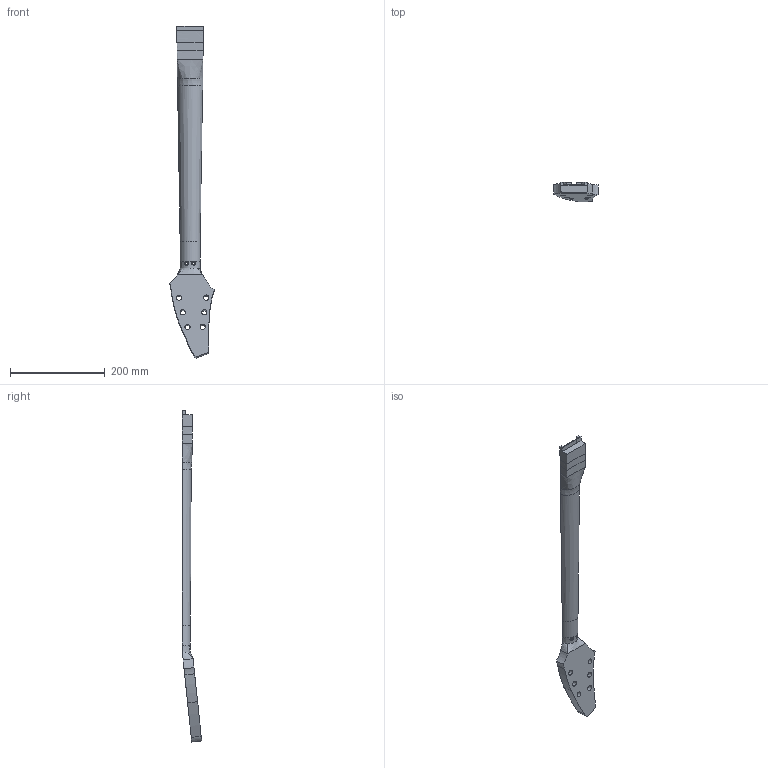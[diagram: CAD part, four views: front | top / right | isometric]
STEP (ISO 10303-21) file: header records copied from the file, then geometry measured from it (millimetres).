
FILE_DESCRIPTION(/* description */ (''),/* implementation_level */ '2;1');
FILE_NAME(/* name */ 'Manche.step',/* time_stamp */ '2019-04-08T20:09:41+02:00',/* author */ (''),/* organization */ (''),/* preprocessor_version */ 'ST-DEVELOPER v17.2',/* originating_system */ 'Autodesk Translation Framework v7.6.0.251',/* authorisation */ '');
FILE_SCHEMA (('AUTOMOTIVE_DESIGN { 1 0 10303 214 3 1 1 }'));
Length unit declared in the file: millimetre
Products named in the file (1): Manche
Bounding box: 94 x 40.74 x 698.96 mm (x, y, z)
Volume: 459518.9 mm3; surface area: 108909.3 mm2
Topology: 1 solids, 1 shells, 216 faces, 568 edges, 361 vertices
Faces by surface type: plane 170, cylinder 26, bspline 20
Full cylindrical faces by diameter (mm): 5 x2, 7.5 x2, 11 x6
Entity records: 11412 total; most frequent: CARTESIAN_POINT 6091, ORIENTED_EDGE 1134, DIRECTION 1000, EDGE_CURVE 567, LINE 476, VECTOR 476, VERTEX_POINT 361, AXIS2_PLACEMENT_3D 262
